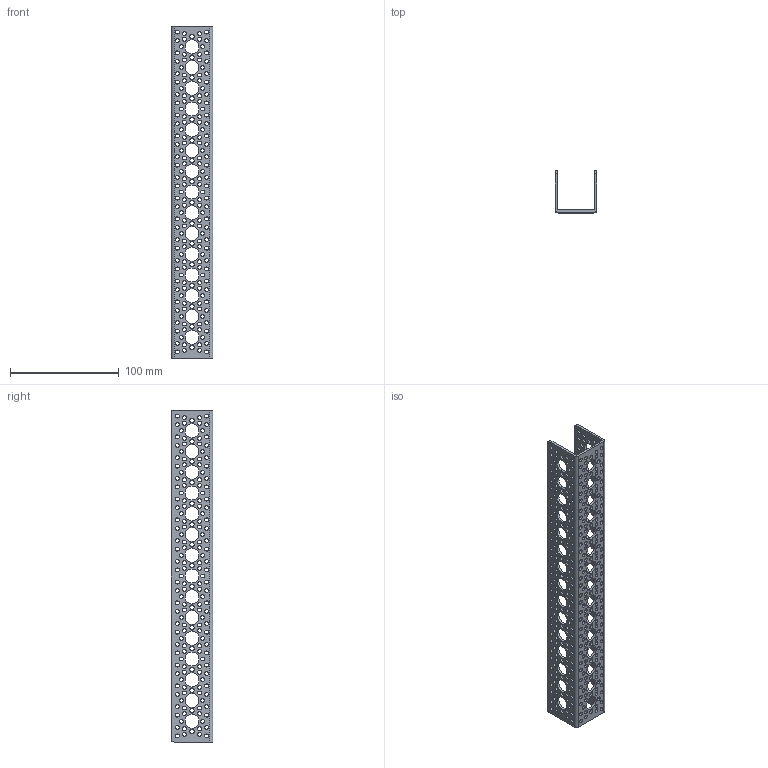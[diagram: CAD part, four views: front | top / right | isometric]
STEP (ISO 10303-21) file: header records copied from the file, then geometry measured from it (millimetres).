
FILE_DESCRIPTION (( 'STEP AP203' ), '1' );
FILE_NAME ('585454.STEP', '2014-07-14T21:42:44', ( 'Kyle' ), ( 'Microsoft' ), 'SwSTEP 2.0', 'SolidWorks 2014', '' );
FILE_SCHEMA (( 'CONFIG_CONTROL_DESIGN' ));
Length unit declared in the file: inch
Products named in the file (1): 585454
Bounding box: 38.1 x 38.1 x 304.8 mm (x, y, z)
Volume: 50330.7 mm3; surface area: 63605.9 mm2
Topology: 1 solids, 1 shells, 1150 faces, 3444 edges, 2296 vertices
Faces by surface type: cylinder 1140, plane 10
Entity records: 42535 total; most frequent: DIRECTION 8026, CARTESIAN_POINT 6891, ORIENTED_EDGE 6888, EDGE_CURVE 3444, AXIS2_PLACEMENT_3D 3431, VERTEX_POINT 2296, EDGE_LOOP 2284, CIRCLE 2280
